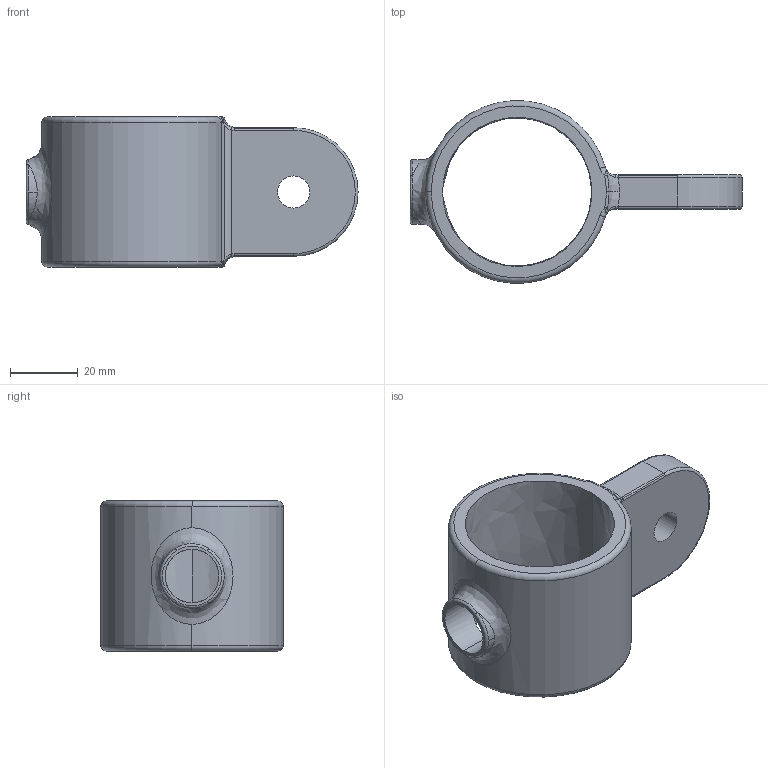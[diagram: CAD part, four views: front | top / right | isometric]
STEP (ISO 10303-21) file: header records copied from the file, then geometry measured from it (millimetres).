
FILE_DESCRIPTION((''),'2;1');
FILE_NAME('kkm50-7.stp','2002-01-03T13:24:57',('Administrator'),(''),'Autodesk Inventor (tm) 3.0','Autodesk Inventor (tm) 3.0','');
FILE_SCHEMA(('CONFIG_CONTROL_DESIGN'));
Length unit declared in the file: inch
Products named in the file (1): kkm50-7
Bounding box: 98.3 x 54.02 x 44.45 mm (x, y, z)
Volume: 46666.3 mm3; surface area: 18776.3 mm2
Topology: 1 solids, 1 shells, 67 faces, 164 edges, 98 vertices
Faces by surface type: bspline 29, cylinder 19, torus 12, plane 7
Entity records: 3280 total; most frequent: CARTESIAN_POINT 1709, ORIENTED_EDGE 328, DIRECTION 291, EDGE_CURVE 164, AXIS2_PLACEMENT_3D 130, VERTEX_POINT 98, CIRCLE 91, EDGE_LOOP 72
